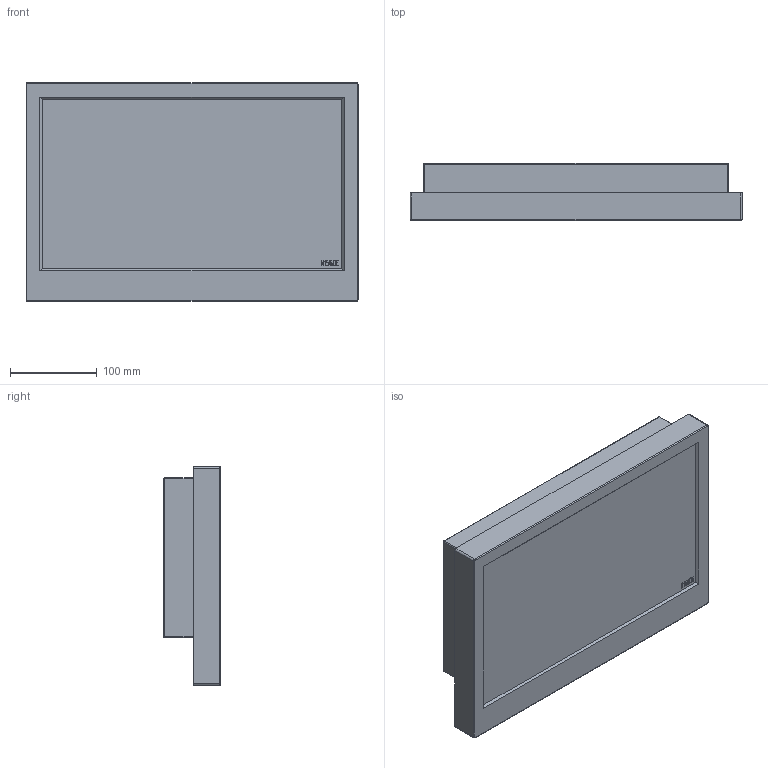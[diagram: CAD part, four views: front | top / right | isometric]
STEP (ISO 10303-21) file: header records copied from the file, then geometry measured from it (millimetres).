
FILE_DESCRIPTION(/* description */ ('Unknown'),/* implementation_level */ '2;1');
FILE_NAME(/* name */ 'N156DE 3d',/* time_stamp */ '2021-08-09T13:49:33+02:00',/* author */ ('Unknown'),/* organization */ ('Unknown'),/* preprocessor_version */ 'ST-DEVELOPER v16.7',/* originating_system */ 'Solid Edge',/* authorisation */ 'Unknown');
FILE_SCHEMA (('AUTOMOTIVE_DESIGN {1 0 10303 214 3 1 1}'));
Length unit declared in the file: millimetre
Products named in the file (2): N156D(E) 3d; N156D(E) 3d-model
Assembly tree (1 placements, depth 2):
  N156D(E) 3d
    N156D(E) 3d-model
Bounding box: 383.8 x 66 x 252.8 mm (x, y, z)
Volume: 5139127.2 mm3; surface area: 271249.7 mm2
Topology: 1 solids, 1 shells, 111 faces, 265 edges, 166 vertices
Faces by surface type: plane 66, cylinder 24, bspline 17, torus 4
Full cylindrical faces by diameter (mm): 3.121 x8
Entity records: 4405 total; most frequent: CARTESIAN_POINT 1283, ORIENTED_EDGE 506, DIRECTION 391, EDGE_CURVE 253, VERTEX_POINT 166, AXIS2_PLACEMENT_3D 144, EDGE_LOOP 133, FACE_BOUND 133
